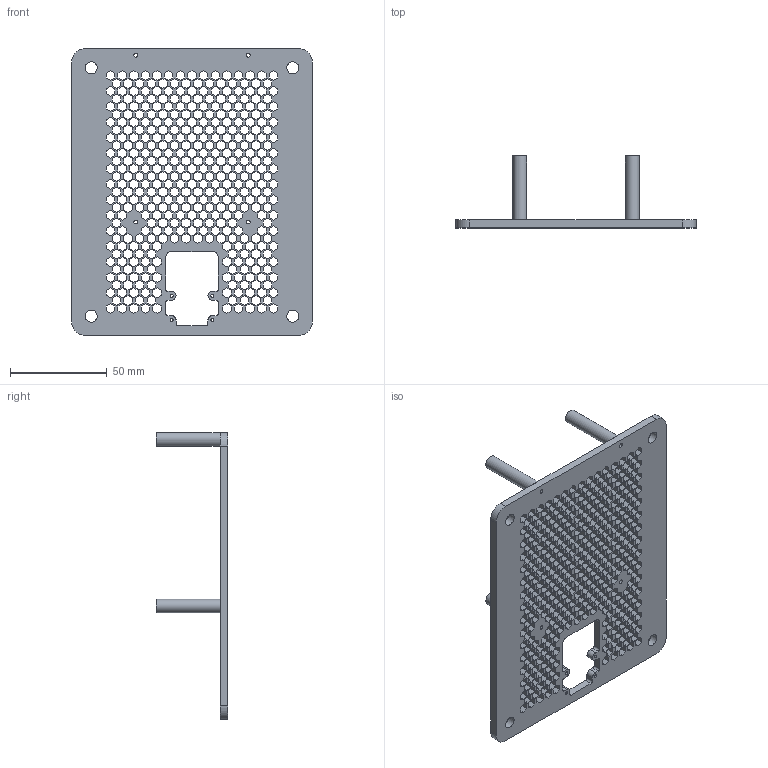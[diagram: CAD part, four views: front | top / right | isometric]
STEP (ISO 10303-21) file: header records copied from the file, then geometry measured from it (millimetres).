
FILE_DESCRIPTION(/* description */ (''),/* implementation_level */ '2;1');
FILE_NAME(/* name */ 'Adapter_jetson.stp',/* time_stamp */ '2020-05-07T10:15:55+02:00',/* author */ ('mtischha'),/* organization */ (''),/* preprocessor_version */ 'ST-DEVELOPER v18.1',/* originating_system */ 'Autodesk Inventor 2021',/* authorisation */ '');
FILE_SCHEMA (('AUTOMOTIVE_DESIGN { 1 0 10303 214 3 1 1 }'));
Products named in the file (1): Adapter_jetson
Bounding box: 124 x 37 x 148 mm (x, y, z)
Volume: 47257.7 mm3; surface area: 52168.3 mm2
Topology: 1 solids, 1 shells, 2416 faces, 7252 edges, 4840 vertices
Faces by surface type: plane 2382, cylinder 34
Full cylindrical faces by diameter (mm): 1.6 x4, 2 x4, 6.2 x4, 7 x4
Entity records: 83962 total; most frequent: CARTESIAN_POINT 14509, ORIENTED_EDGE 14504, DIRECTION 12174, EDGE_CURVE 7252, LINE 7164, VECTOR 7164, VERTEX_POINT 4840, EDGE_LOOP 3230
